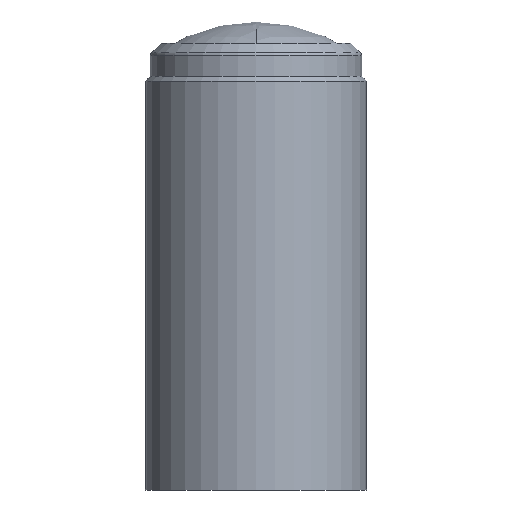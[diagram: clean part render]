
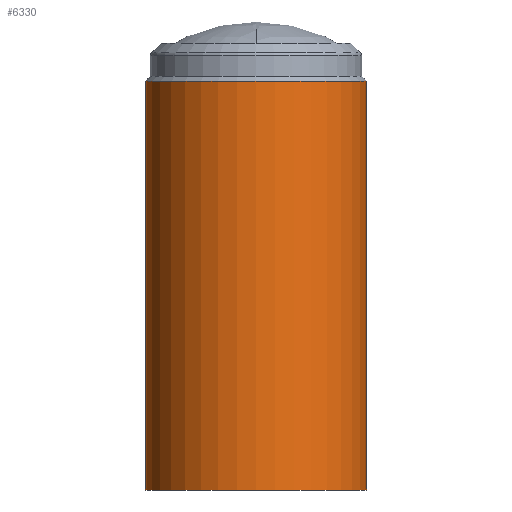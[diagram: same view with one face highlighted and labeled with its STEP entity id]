
A CAD part, left-side view. The second image highlights one B-rep face of the part: STEP entity #6330.
In plain terms, the highlighted cylindrical face has radius 14.256 mm (diameter 28.511 mm), a partial arc.
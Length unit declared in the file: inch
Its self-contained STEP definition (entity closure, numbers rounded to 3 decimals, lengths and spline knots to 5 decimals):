
#1320=CARTESIAN_POINT('',(0.,0.,0.));
#1321=DIRECTION('',(0.,0.,1.));
#1322=DIRECTION('',(0.,1.,0.));
#1323=AXIS2_PLACEMENT_3D('',#1320,#1321,#1322);
#1366=CARTESIAN_POINT('',(0.,0.,-2.075));
#1367=DIRECTION('',(0.,0.,1.));
#1368=DIRECTION('',(0.,1.,0.));
#1369=AXIS2_PLACEMENT_3D('',#1366,#1367,#1368);
#1371=DIRECTION('',(0.,0.,1.));
#1372=VECTOR('',#1371,2.075);
#1373=CARTESIAN_POINT('',(0.,0.56125,-2.075));
#1374=LINE('',#1373,#1372);
#1380=DIRECTION('',(0.,0.,1.));
#1381=VECTOR('',#1380,2.075);
#1382=CARTESIAN_POINT('',(0.,-0.56125,-2.075));
#1383=LINE('',#1382,#1381);
#5333=CARTESIAN_POINT('',(0.,0.56125,-2.075));
#5334=CARTESIAN_POINT('',(0.,0.56125,0.));
#5335=VERTEX_POINT('',#5333);
#5336=VERTEX_POINT('',#5334);
#5341=CARTESIAN_POINT('',(0.,-0.56125,-2.075));
#5342=CARTESIAN_POINT('',(0.,-0.56125,0.));
#5343=VERTEX_POINT('',#5341);
#5344=VERTEX_POINT('',#5342);
#6316=CARTESIAN_POINT('',(0.,0.,-2.415));
#6317=DIRECTION('',(0.,0.,1.));
#6318=DIRECTION('',(0.,1.,0.));
#6319=AXIS2_PLACEMENT_3D('',#6316,#6317,#6318);
#6320=CYLINDRICAL_SURFACE('',#6319,0.56125);
#6322=ORIENTED_EDGE('',*,*,#6321,.T.);
#6323=ORIENTED_EDGE('',*,*,#6304,.T.);
#6325=ORIENTED_EDGE('',*,*,#6324,.F.);
#6327=ORIENTED_EDGE('',*,*,#6326,.F.);
#6328=EDGE_LOOP('',(#6322,#6323,#6325,#6327));
#6329=FACE_OUTER_BOUND('',#6328,.F.);
#6330=ADVANCED_FACE('',(#6329),#6320,.T.);
#1324=CIRCLE('',#1323,0.56125);
#1370=CIRCLE('',#1369,0.56125);
#6304=EDGE_CURVE('',#5336,#5344,#1324,.T.);
#6321=EDGE_CURVE('',#5335,#5336,#1374,.T.);
#6324=EDGE_CURVE('',#5343,#5344,#1383,.T.);
#6326=EDGE_CURVE('',#5335,#5343,#1370,.T.);
